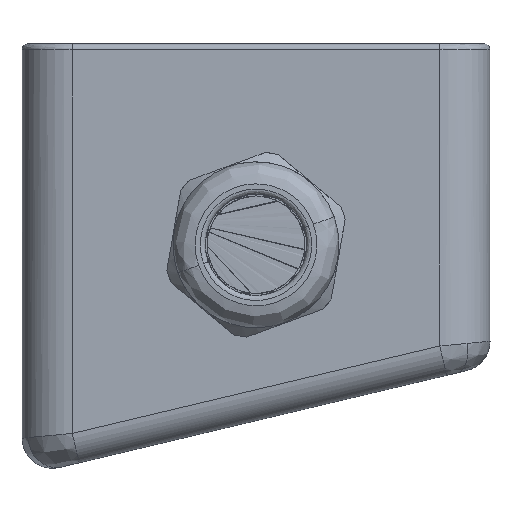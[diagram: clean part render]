
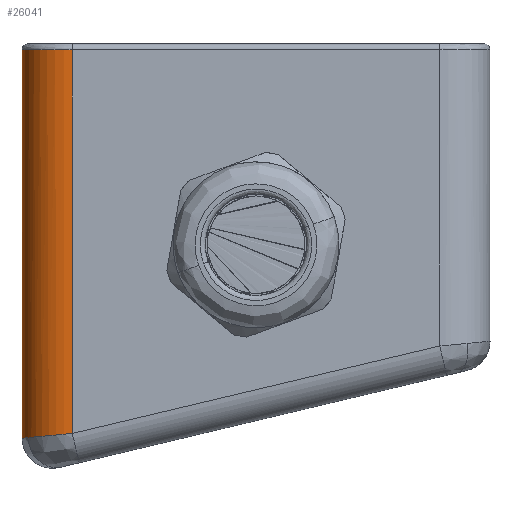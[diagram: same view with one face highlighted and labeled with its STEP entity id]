
A CAD part, front view. The second image highlights one B-rep face of the part: STEP entity #26041.
In plain terms, the highlighted cylindrical face has radius 12.7 mm (diameter 25.4 mm), a partial arc.
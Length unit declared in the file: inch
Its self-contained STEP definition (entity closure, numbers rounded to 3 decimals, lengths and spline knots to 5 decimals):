
#191 = VERTEX_POINT ( 'NONE', #39256 ) ;
#1521 = B_SPLINE_CURVE_WITH_KNOTS ( 'NONE', 3,
 ( #34790, #31679, #32124, #5008, #8341, #25125, #18669, #15329, #7658, #42449 ),
 .UNSPECIFIED., .F., .F.,
 ( 4, 2, 2, 2, 4 ),
 ( 0., 0.11129, 0.19356, 0.66636, 1. ),
 .UNSPECIFIED. ) ;
#2343 = AXIS2_PLACEMENT_3D ( 'NONE', #5769, #27218, #33968 ) ;
#2373 = CARTESIAN_POINT ( 'NONE',  ( -5.96702, -2.31869, 0.05396 ) ) ;
#2594 = CARTESIAN_POINT ( 'NONE',  ( -5.96249, -2.33563, 0.05439 ) ) ;
#2816 = CARTESIAN_POINT ( 'NONE',  ( -5.96674, -2.31982, 0.05399 ) ) ;
#3022 = CARTESIAN_POINT ( 'NONE',  ( -5.92893, -2.42191, 0.05759 ) ) ;
#3228 = EDGE_CURVE ( 'NONE', #31031, #15867, #39050, .T. ) ;
#3475 = ORIENTED_EDGE ( 'NONE', *, *, #3228, .F. ) ;
#4579 = EDGE_CURVE ( 'NONE', #17621, #31031, #1521, .T. ) ;
#4587 = B_SPLINE_CURVE_WITH_KNOTS ( 'NONE', 3,
 ( #30636, #24093, #40746, #9602 ),
 .UNSPECIFIED., .F., .F.,
 ( 4, 4 ),
 ( 0., 1. ),
 .UNSPECIFIED. ) ;
#5008 = CARTESIAN_POINT ( 'NONE',  ( -5.55646, -2.69232, 0.09302 ) ) ;
#5769 = CARTESIAN_POINT ( 'NONE',  ( -5.4819, -2.19769, 0.05216 ) ) ;
#6182 = CARTESIAN_POINT ( 'NONE',  ( -5.4819, -2.69769, 3.91439 ) ) ;
#6541 = ORIENTED_EDGE ( 'NONE', *, *, #4579, .F. ) ;
#7658 = CARTESIAN_POINT ( 'NONE',  ( -5.89542, -2.4853, 0.06077 ) ) ;
#8341 = CARTESIAN_POINT ( 'NONE',  ( -5.5711, -2.68989, 0.09163 ) ) ;
#9323 = CARTESIAN_POINT ( 'NONE',  ( -5.96634, -2.32138, 0.05403 ) ) ;
#9602 = CARTESIAN_POINT ( 'NONE',  ( -5.9819, -2.19769, 3.91439 ) ) ;
#9771 = CARTESIAN_POINT ( 'NONE',  ( -5.96392, -2.33059, 0.05426 ) ) ;
#11109 = CIRCLE ( 'NONE', #12585, 0.5 ) ;
#11533 = EDGE_LOOP ( 'NONE', ( #20559, #3475, #6541, #20457, #16885 ) ) ;
#12021 = EDGE_CURVE ( 'NONE', #33348, #191, #11109, .T. ) ;
#12585 = AXIS2_PLACEMENT_3D ( 'NONE', #13544, #33719, #33292 ) ;
#13544 = CARTESIAN_POINT ( 'NONE',  ( -5.4819, -2.19769, 3.91439 ) ) ;
#15329 = CARTESIAN_POINT ( 'NONE',  ( -5.85733, -2.53344, 0.0644 ) ) ;
#15867 = VERTEX_POINT ( 'NONE', #26171 ) ;
#16077 = CARTESIAN_POINT ( 'NONE',  ( -5.97691, -2.27889, 0.05302 ) ) ;
#16508 = CARTESIAN_POINT ( 'NONE',  ( -5.9819, -2.19769, 0.05255 ) ) ;
#16885 = ORIENTED_EDGE ( 'NONE', *, *, #12021, .T. ) ;
#17621 = VERTEX_POINT ( 'NONE', #18005 ) ;
#18005 = CARTESIAN_POINT ( 'NONE',  ( -5.4819, -2.69769, 0.10011 ) ) ;
#18669 = CARTESIAN_POINT ( 'NONE',  ( -5.74713, -2.63017, 0.07488 ) ) ;
#20457 = ORIENTED_EDGE ( 'NONE', *, *, #29013, .F. ) ;
#20559 = ORIENTED_EDGE ( 'NONE', *, *, #22468, .F. ) ;
#21821 = LINE ( 'NONE', #42024, #32366 ) ;
#22468 = EDGE_CURVE ( 'NONE', #15867, #191, #4587, .T. ) ;
#23197 = CARTESIAN_POINT ( 'NONE',  ( -5.9671, -2.31839, 0.05396 ) ) ;
#23215 = FACE_OUTER_BOUND ( 'NONE', #11533, .T. ) ;
#24093 = CARTESIAN_POINT ( 'NONE',  ( -5.9819, -2.19769, 1.33983 ) ) ;
#25125 = CARTESIAN_POINT ( 'NONE',  ( -5.66933, -2.66905, 0.08228 ) ) ;
#26041 = ADVANCED_FACE ( 'NONE', ( #23215 ), #37355, .T. ) ;
#26171 = CARTESIAN_POINT ( 'NONE',  ( -5.9819, -2.19769, 0.05255 ) ) ;
#26769 = CARTESIAN_POINT ( 'NONE',  ( -5.95162, -2.36948, 0.05543 ) ) ;
#26886 = CARTESIAN_POINT ( 'NONE',  ( -5.92393, -2.43137, 0.05806 ) ) ;
#27218 = DIRECTION ( 'NONE',  ( 0., 0., 1. ) ) ;
#29013 = EDGE_CURVE ( 'NONE', #33348, #17621, #21821, .T. ) ;
#29478 = CARTESIAN_POINT ( 'NONE',  ( -5.9819, -2.2383, 0.05255 ) ) ;
#30636 = CARTESIAN_POINT ( 'NONE',  ( -5.9819, -2.19769, 0.05255 ) ) ;
#31031 = VERTEX_POINT ( 'NONE', #26886 ) ;
#31679 = CARTESIAN_POINT ( 'NONE',  ( -5.50191, -2.69769, 0.09821 ) ) ;
#32124 = CARTESIAN_POINT ( 'NONE',  ( -5.52189, -2.6965, 0.09631 ) ) ;
#32366 = VECTOR ( 'NONE', #35490, 39.37008 ) ;
#33083 = CARTESIAN_POINT ( 'NONE',  ( -5.95959, -2.34548, 0.05467 ) ) ;
#33292 = DIRECTION ( 'NONE',  ( 1., 0., 0. ) ) ;
#33309 = CARTESIAN_POINT ( 'NONE',  ( -5.93593, -2.40808, 0.05692 ) ) ;
#33348 = VERTEX_POINT ( 'NONE', #6182 ) ;
#33520 = CARTESIAN_POINT ( 'NONE',  ( -5.96555, -2.32449, 0.0541 ) ) ;
#33719 = DIRECTION ( 'NONE',  ( 0., 0., -1. ) ) ;
#33732 = CARTESIAN_POINT ( 'NONE',  ( -5.96691, -2.31914, 0.05397 ) ) ;
#33968 = DIRECTION ( 'NONE',  ( 1., 0., 0. ) ) ;
#34790 = CARTESIAN_POINT ( 'NONE',  ( -5.4819, -2.69769, 0.10011 ) ) ;
#35490 = DIRECTION ( 'NONE',  ( 0., 0., -1. ) ) ;
#36436 = CARTESIAN_POINT ( 'NONE',  ( -5.95761, -2.35172, 0.05486 ) ) ;
#36658 = CARTESIAN_POINT ( 'NONE',  ( -5.94756, -2.38004, 0.05581 ) ) ;
#37355 = CYLINDRICAL_SURFACE ( 'NONE', #2343, 0.5 ) ;
#39050 = B_SPLINE_CURVE_WITH_KNOTS ( 'NONE', 3,
 ( #40502, #3022, #33309, #36658, #26769, #36436, #33083, #2594, #9771, #33520, #9323, #2816, #33732, #2373, #23197, #16077, #29478, #16508 ),
 .UNSPECIFIED., .F., .F.,
 ( 4, 2, 2, 2, 1, 1, 1, 1, 2, 2, 4 ),
 ( 0., 0.25, 0.375, 0.4375, 0.46875, 0.48437, 0.49219, 0.49609, 0.49805, 0.5, 1. ),
 .UNSPECIFIED. ) ;
#39256 = CARTESIAN_POINT ( 'NONE',  ( -5.9819, -2.19769, 3.91439 ) ) ;
#40502 = CARTESIAN_POINT ( 'NONE',  ( -5.92393, -2.43137, 0.05806 ) ) ;
#40746 = CARTESIAN_POINT ( 'NONE',  ( -5.9819, -2.19769, 2.62711 ) ) ;
#42024 = CARTESIAN_POINT ( 'NONE',  ( -5.4819, -2.69769, 0.1 ) ) ;
#42449 = CARTESIAN_POINT ( 'NONE',  ( -5.92393, -2.43137, 0.05806 ) ) ;
